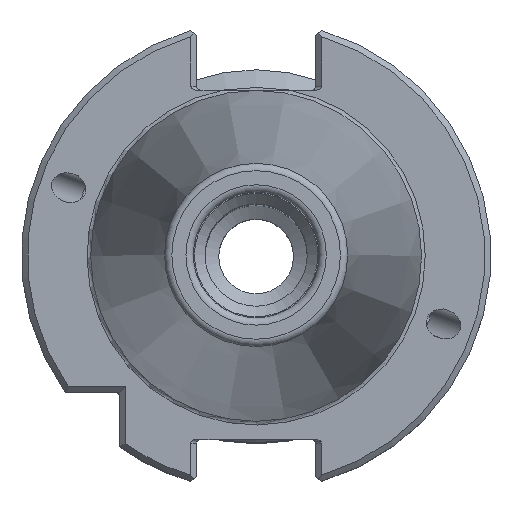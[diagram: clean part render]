
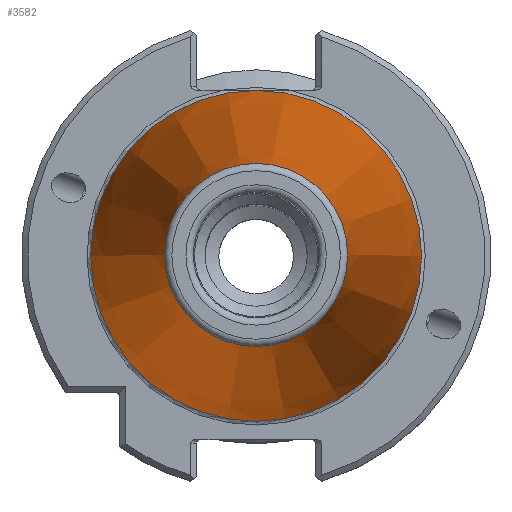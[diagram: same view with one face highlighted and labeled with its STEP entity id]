
A CAD part, top view. The second image highlights one B-rep face of the part: STEP entity #3582.
In plain terms, the highlighted conical face has half-angle 8.297 degrees and reference radius 22.395 mm.
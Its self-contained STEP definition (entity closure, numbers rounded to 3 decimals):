
#45=CONICAL_SURFACE('',#3837,22.395,0.145);
#149=CIRCLE('',#3741,22.395);
#175=CIRCLE('',#3838,12.397);
#1066=ORIENTED_EDGE('',*,*,#1458,.F.);
#1067=ORIENTED_EDGE('',*,*,#1378,.T.);
#1378=EDGE_CURVE('',#1669,#1669,#149,.T.);
#1458=EDGE_CURVE('',#1705,#1705,#175,.T.);
#1669=VERTEX_POINT('',#5363);
#1705=VERTEX_POINT('',#5602);
#1972=EDGE_LOOP('',(#1066));
#1973=EDGE_LOOP('',(#1067));
#2205=FACE_BOUND('',#1972,.T.);
#2206=FACE_BOUND('',#1973,.T.);
#3582=ADVANCED_FACE('',(#2205,#2206),#45,.T.);
#3741=AXIS2_PLACEMENT_3D('',#5362,#4233,#4234);
#3837=AXIS2_PLACEMENT_3D('',#5600,#4451,#4452);
#3838=AXIS2_PLACEMENT_3D('',#5601,#4453,#4454);
#4233=DIRECTION('',(0.,0.,1.));
#4234=DIRECTION('',(1.,0.,0.));
#4451=DIRECTION('',(0.,0.,-1.));
#4452=DIRECTION('',(-1.,0.,0.));
#4453=DIRECTION('',(0.,0.,1.));
#4454=DIRECTION('',(1.,0.,0.));
#5362=CARTESIAN_POINT('',(0.,0.,-1.163));
#5363=CARTESIAN_POINT('',(22.395,0.,-1.163));
#5600=CARTESIAN_POINT('',(0.,0.,-1.163));
#5601=CARTESIAN_POINT('',(0.,0.,67.394));
#5602=CARTESIAN_POINT('',(12.397,0.,67.394));
